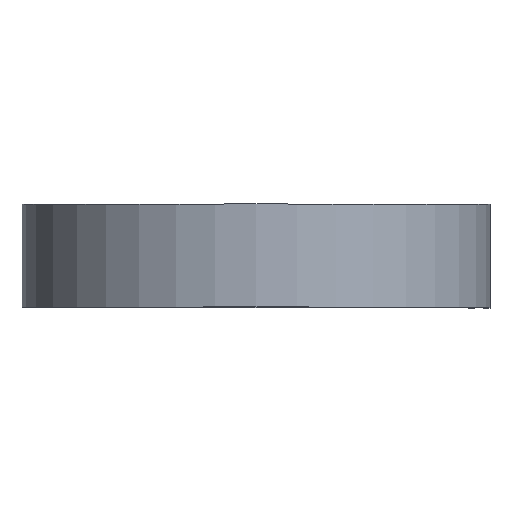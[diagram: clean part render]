
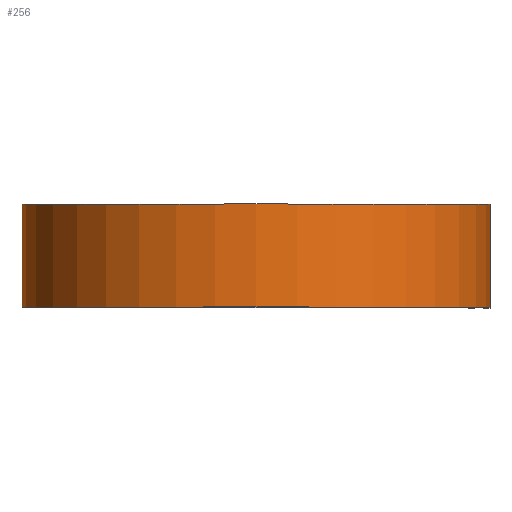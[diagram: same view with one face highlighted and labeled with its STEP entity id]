
A CAD part, top view. The second image highlights one B-rep face of the part: STEP entity #256.
In plain terms, the highlighted cylindrical face has radius 43.282 mm (diameter 86.563 mm), a partial arc.
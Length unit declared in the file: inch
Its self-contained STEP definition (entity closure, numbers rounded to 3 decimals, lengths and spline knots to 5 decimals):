
#30 = VERTEX_POINT ( 'NONE', #142 ) ;
#38 = ORIENTED_EDGE ( 'NONE', *, *, #675, .T. ) ;
#39 = AXIS2_PLACEMENT_3D ( 'NONE', #728, #674, #706 ) ;
#90 = CIRCLE ( 'NONE', #504, 1.704 ) ;
#101 = CYLINDRICAL_SURFACE ( 'NONE', #348, 1.704 ) ;
#108 = FACE_OUTER_BOUND ( 'NONE', #700, .T. ) ;
#142 = CARTESIAN_POINT ( 'NONE',  ( 0., 0.375, -1.704 ) ) ;
#170 = ORIENTED_EDGE ( 'NONE', *, *, #382, .F. ) ;
#215 = VECTOR ( 'NONE', #627, 39.37008 ) ;
#216 = LINE ( 'NONE', #459, #215 ) ;
#233 = DIRECTION ( 'NONE',  ( 0., 1., 0. ) ) ;
#241 = CARTESIAN_POINT ( 'NONE',  ( 1.704, -0.375, 0. ) ) ;
#256 = ADVANCED_FACE ( 'NONE', ( #108 ), #101, .T. ) ;
#303 = VECTOR ( 'NONE', #403, 39.37008 ) ;
#305 = LINE ( 'NONE', #436, #303 ) ;
#308 = CIRCLE ( 'NONE', #39, 1.704 ) ;
#322 = CARTESIAN_POINT ( 'NONE',  ( 0., 0.375, 0. ) ) ;
#334 = EDGE_CURVE ( 'NONE', #30, #650, #90, .T. ) ;
#348 = AXIS2_PLACEMENT_3D ( 'NONE', #322, #381, #420 ) ;
#374 = VERTEX_POINT ( 'NONE', #241 ) ;
#381 = DIRECTION ( 'NONE',  ( 0., -1., 0. ) ) ;
#382 = EDGE_CURVE ( 'NONE', #650, #374, #216, .T. ) ;
#403 = DIRECTION ( 'NONE',  ( 0., -1., 0. ) ) ;
#420 = DIRECTION ( 'NONE',  ( 0., 0., -1. ) ) ;
#436 = CARTESIAN_POINT ( 'NONE',  ( 0., 0.375, -1.704 ) ) ;
#455 = CARTESIAN_POINT ( 'NONE',  ( 0., 0.375, 0. ) ) ;
#459 = CARTESIAN_POINT ( 'NONE',  ( 1.704, 0.375, 0. ) ) ;
#504 = AXIS2_PLACEMENT_3D ( 'NONE', #455, #233, #565 ) ;
#537 = CARTESIAN_POINT ( 'NONE',  ( 0., -0.375, -1.704 ) ) ;
#553 = ORIENTED_EDGE ( 'NONE', *, *, #722, .T. ) ;
#565 = DIRECTION ( 'NONE',  ( 1., 0., 0. ) ) ;
#623 = CARTESIAN_POINT ( 'NONE',  ( 1.704, 0.375, 0. ) ) ;
#627 = DIRECTION ( 'NONE',  ( 0., -1., 0. ) ) ;
#650 = VERTEX_POINT ( 'NONE', #623 ) ;
#662 = ORIENTED_EDGE ( 'NONE', *, *, #334, .F. ) ;
#674 = DIRECTION ( 'NONE',  ( 0., 1., 0. ) ) ;
#675 = EDGE_CURVE ( 'NONE', #729, #374, #308, .T. ) ;
#700 = EDGE_LOOP ( 'NONE', ( #38, #170, #662, #553 ) ) ;
#706 = DIRECTION ( 'NONE',  ( 1., 0., 0. ) ) ;
#722 = EDGE_CURVE ( 'NONE', #30, #729, #305, .T. ) ;
#728 = CARTESIAN_POINT ( 'NONE',  ( 0., -0.375, 0. ) ) ;
#729 = VERTEX_POINT ( 'NONE', #537 ) ;
